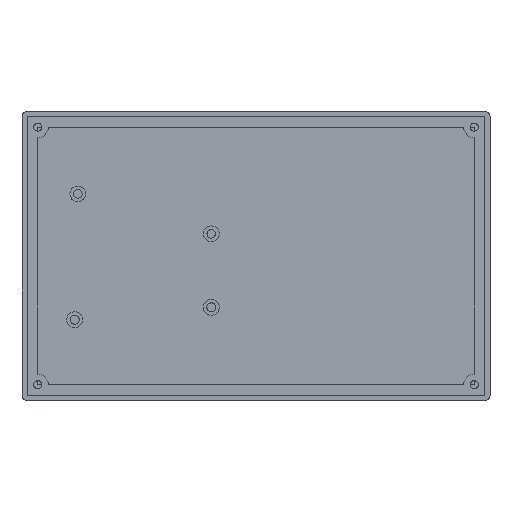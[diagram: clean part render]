
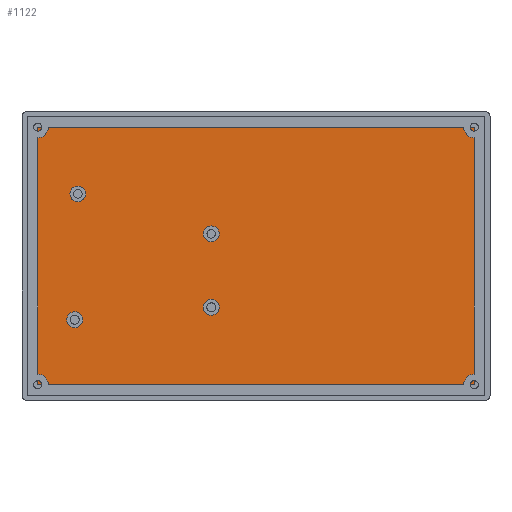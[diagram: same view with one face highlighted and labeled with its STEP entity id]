
A CAD part, top view. The second image highlights one B-rep face of the part: STEP entity #1122.
In plain terms, the highlighted planar face has unit normal (0, 0, 1).
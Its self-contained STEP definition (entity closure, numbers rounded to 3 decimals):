
#51=FACE_BOUND('',#217,.T.);
#52=FACE_BOUND('',#218,.T.);
#53=FACE_BOUND('',#219,.T.);
#54=FACE_BOUND('',#220,.T.);
#68=CIRCLE('',#1195,3.);
#72=CIRCLE('',#1202,3.);
#76=CIRCLE('',#1209,3.);
#80=CIRCLE('',#1216,3.);
#152=FACE_OUTER_BOUND('',#216,.T.);
#216=EDGE_LOOP('',(#816,#817,#818,#819));
#217=EDGE_LOOP('',(#820));
#218=EDGE_LOOP('',(#821));
#219=EDGE_LOOP('',(#822));
#220=EDGE_LOOP('',(#823));
#302=LINE('',#1772,#410);
#303=LINE('',#1774,#411);
#304=LINE('',#1776,#412);
#305=LINE('',#1777,#413);
#410=VECTOR('',#1418,10.);
#411=VECTOR('',#1419,10.);
#412=VECTOR('',#1420,10.);
#413=VECTOR('',#1421,10.);
#505=VERTEX_POINT('',#1726);
#509=VERTEX_POINT('',#1739);
#513=VERTEX_POINT('',#1752);
#517=VERTEX_POINT('',#1765);
#518=VERTEX_POINT('',#1770);
#519=VERTEX_POINT('',#1771);
#520=VERTEX_POINT('',#1773);
#521=VERTEX_POINT('',#1775);
#618=EDGE_CURVE('',#505,#505,#68,.T.);
#624=EDGE_CURVE('',#509,#509,#72,.T.);
#630=EDGE_CURVE('',#513,#513,#76,.T.);
#636=EDGE_CURVE('',#517,#517,#80,.T.);
#637=EDGE_CURVE('',#518,#519,#302,.T.);
#638=EDGE_CURVE('',#520,#518,#303,.T.);
#639=EDGE_CURVE('',#521,#520,#304,.T.);
#640=EDGE_CURVE('',#519,#521,#305,.T.);
#816=ORIENTED_EDGE('',*,*,#637,.F.);
#817=ORIENTED_EDGE('',*,*,#638,.F.);
#818=ORIENTED_EDGE('',*,*,#639,.F.);
#819=ORIENTED_EDGE('',*,*,#640,.F.);
#820=ORIENTED_EDGE('',*,*,#618,.T.);
#821=ORIENTED_EDGE('',*,*,#624,.T.);
#822=ORIENTED_EDGE('',*,*,#630,.T.);
#823=ORIENTED_EDGE('',*,*,#636,.T.);
#1066=PLANE('',#1218);
#1122=ADVANCED_FACE('',(#152,#51,#52,#53,#54),#1066,.T.);
#1195=AXIS2_PLACEMENT_3D('',#1728,#1364,#1365);
#1202=AXIS2_PLACEMENT_3D('',#1741,#1380,#1381);
#1209=AXIS2_PLACEMENT_3D('',#1754,#1396,#1397);
#1216=AXIS2_PLACEMENT_3D('',#1767,#1412,#1413);
#1218=AXIS2_PLACEMENT_3D('',#1769,#1416,#1417);
#1364=DIRECTION('center_axis',(0.,0.,-1.));
#1365=DIRECTION('ref_axis',(-1.,0.,0.));
#1380=DIRECTION('center_axis',(0.,0.,-1.));
#1381=DIRECTION('ref_axis',(-1.,0.,0.));
#1396=DIRECTION('center_axis',(0.,0.,-1.));
#1397=DIRECTION('ref_axis',(-1.,0.,0.));
#1412=DIRECTION('center_axis',(0.,0.,-1.));
#1413=DIRECTION('ref_axis',(-1.,0.,0.));
#1416=DIRECTION('center_axis',(0.,0.,1.));
#1417=DIRECTION('ref_axis',(1.,0.,0.));
#1418=DIRECTION('',(-1.,0.,0.));
#1419=DIRECTION('',(0.,-1.,0.));
#1420=DIRECTION('',(1.,0.,0.));
#1421=DIRECTION('',(0.,1.,0.));
#1726=CARTESIAN_POINT('',(-64.764,23.63,2.));
#1728=CARTESIAN_POINT('Origin',(-67.764,23.63,2.));
#1739=CARTESIAN_POINT('',(-14.019,-19.484,2.));
#1741=CARTESIAN_POINT('Origin',(-17.019,-19.484,2.));
#1752=CARTESIAN_POINT('',(-14.019,8.444,2.));
#1754=CARTESIAN_POINT('Origin',(-17.019,8.444,2.));
#1765=CARTESIAN_POINT('',(-65.942,-24.221,2.));
#1767=CARTESIAN_POINT('Origin',(-68.942,-24.221,2.));
#1769=CARTESIAN_POINT('Origin',(0.,0.,2.));
#1770=CARTESIAN_POINT('',(83.,-49.,2.));
#1771=CARTESIAN_POINT('',(-83.,-49.,2.));
#1772=CARTESIAN_POINT('',(-41.5,-49.,2.));
#1773=CARTESIAN_POINT('',(83.,49.,2.));
#1774=CARTESIAN_POINT('',(83.,-24.5,2.));
#1775=CARTESIAN_POINT('',(-83.,49.,2.));
#1776=CARTESIAN_POINT('',(41.5,49.,2.));
#1777=CARTESIAN_POINT('',(-83.,24.5,2.));
